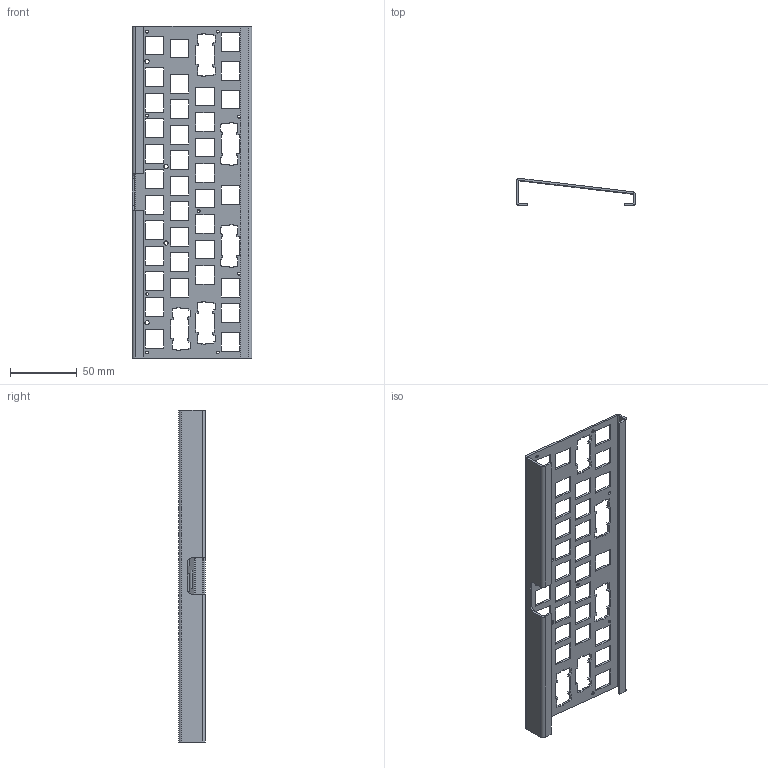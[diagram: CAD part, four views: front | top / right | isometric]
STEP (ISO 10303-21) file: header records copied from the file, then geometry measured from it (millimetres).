
FILE_DESCRIPTION(('FreeCAD Model'),'2;1');
FILE_NAME('Open CASCADE Shape Model','2021-04-03T10:41:57',('Author'),( ''),'Open CASCADE STEP processor 7.4','FreeCAD','Unknown');
FILE_SCHEMA(('AUTOMOTIVE_DESIGN { 1 0 10303 214 1 1 1 1 }'));
Length unit declared in the file: millimetre
Products named in the file (1): Body
Bounding box: 89.35 x 20.01 x 248 mm (x, y, z)
Volume: 32807.4 mm3; surface area: 48958.5 mm2
Topology: 1 solids, 1 shells, 373 faces, 1113 edges, 742 vertices
Faces by surface type: plane 348, cylinder 25
Full cylindrical faces by diameter (mm): 2.2 x9, 3.2 x4
Entity records: 12559 total; most frequent: CARTESIAN_POINT 2229, ORIENTED_EDGE 2226, DIRECTION 1911, EDGE_CURVE 1113, LINE 1063, VECTOR 1063, VERTEX_POINT 742, FACE_BOUND 483
